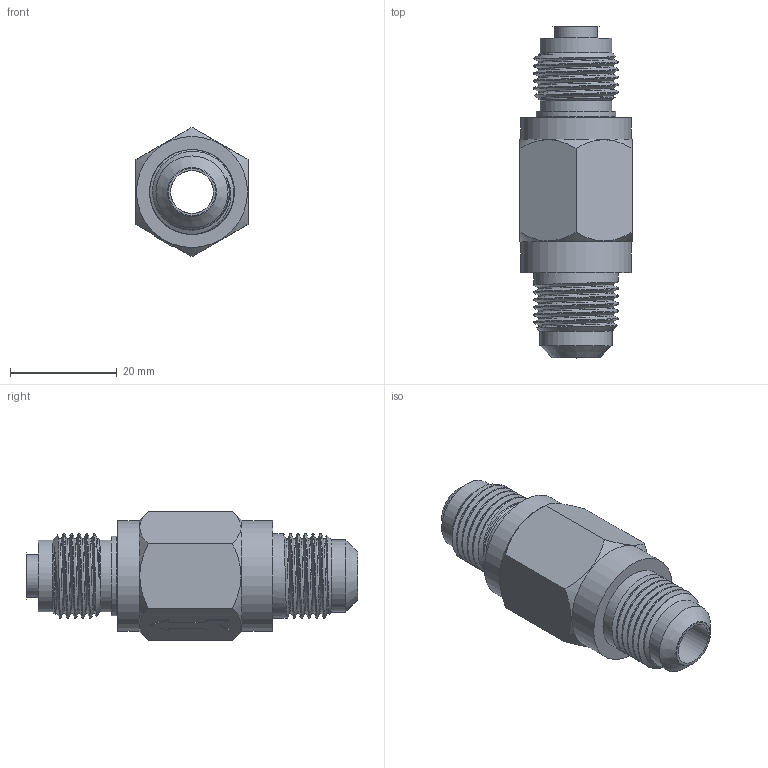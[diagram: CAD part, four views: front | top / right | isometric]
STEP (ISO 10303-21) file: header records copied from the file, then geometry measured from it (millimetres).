
FILE_DESCRIPTION(/* description */ (''),/* implementation_level */ '2;1');
FILE_NAME(/* name */ '020-1041R.stp',/* time_stamp */ '2022-08-11T13:30:30+03:00',/* author */ ('U403152'),/* organization */ (''),/* preprocessor_version */ 'ST-DEVELOPER v18.1',/* originating_system */ 'Autodesk Inventor 2020',/* authorisation */ '');
FILE_SCHEMA (('AUTOMOTIVE_DESIGN { 1 0 10303 214 3 1 1 }'));
Length unit declared in the file: millimetre
Products named in the file (1): Part1
Bounding box: 21 x 62.2 x 24.25 mm (x, y, z)
Volume: 9866.4 mm3; surface area: 7370.8 mm2
Topology: 1 solids, 1 shells, 77 faces, 220 edges, 152 vertices
Faces by surface type: plane 28, cylinder 25, cone 16, bspline 6, torus 2
Full cylindrical faces by diameter (mm): 8 x2, 10 x1, 13.5 x3, 14 x1, 15 x2, 15.88 x8, 16.6 x2, 16.7 x1, 20.8 x2
Entity records: 6438 total; most frequent: CARTESIAN_POINT 4425, ORIENTED_EDGE 440, DIRECTION 393, EDGE_CURVE 220, AXIS2_PLACEMENT_3D 154, VERTEX_POINT 152, EDGE_LOOP 86, LINE 85
